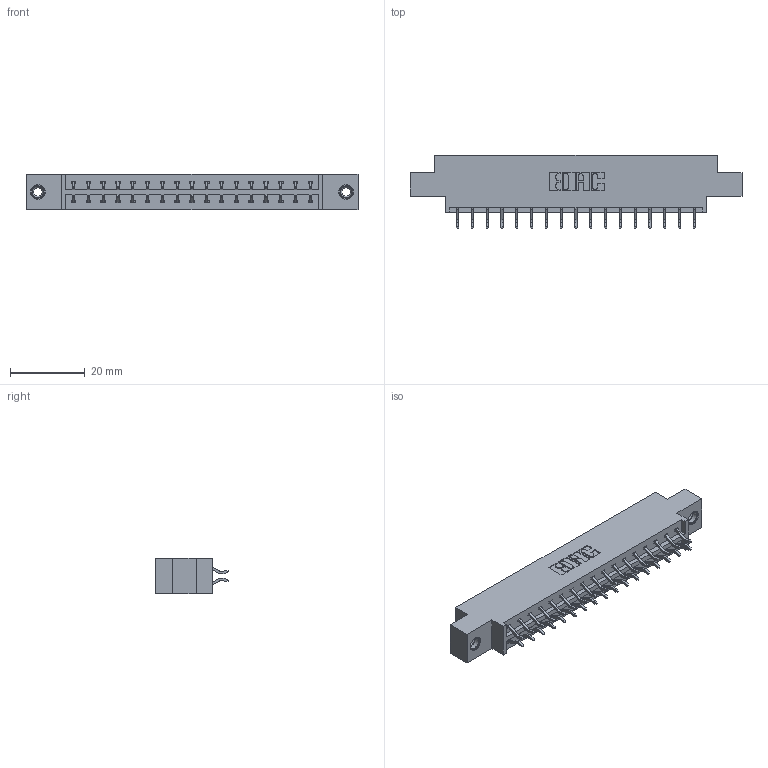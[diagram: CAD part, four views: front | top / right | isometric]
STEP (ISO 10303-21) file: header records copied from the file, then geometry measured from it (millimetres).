
FILE_DESCRIPTION (( 'STEP AP203' ), '1' );
FILE_NAME ('833-034-556-808.STEP', '2020-06-02T23:18:03', ( '' ), ( '' ), 'SwSTEP 2.0', 'SolidWorks 2020', '' );
FILE_SCHEMA (( 'CONFIG_CONTROL_DESIGN' ));
Length unit declared in the file: inch
Products named in the file (4): 345-292-001_556 Tail; 833 Part_Offset - .156 Dia - TI; 833-034-556-808; 345-250-001_345-250-003-102
Assembly tree (37 placements, depth 2):
  833-034-556-808
    833 Part_Offset - .156 Dia - TI
    345-292-001_556 Tail  x34
    345-250-001_345-250-003-102  x2
Bounding box: 88.9 x 19.57 x 9.4 mm (x, y, z)
Volume: 8606.7 mm3; surface area: 10115.7 mm2
Topology: 37 solids, 37 shells, 2150 faces, 6341 edges, 4174 vertices
Faces by surface type: plane 1466, cylinder 668, cone 12, torus 4
Entity records: 15708 total; most frequent: CARTESIAN_POINT 2633, ORIENTED_EDGE 2550, DIRECTION 2313, EDGE_CURVE 1275, VECTOR 1119, LINE 1119, VERTEX_POINT 844, AXIS2_PLACEMENT_3D 597
